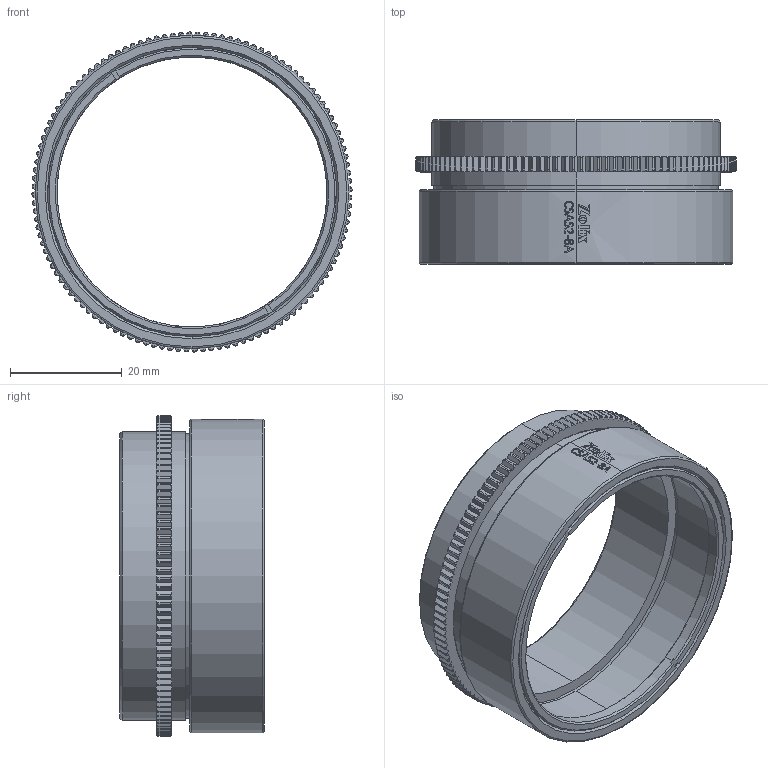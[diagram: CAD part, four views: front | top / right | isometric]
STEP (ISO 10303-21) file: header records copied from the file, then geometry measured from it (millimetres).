
FILE_DESCRIPTION (( 'STEP AP203' ), '1' );
FILE_NAME ('CSAS2-8A.STEP', '2025-09-02T09:03:25', ( '' ), ( '' ), 'SwSTEP 2.0', 'SolidWorks 2020', '' );
FILE_SCHEMA (( 'CONFIG_CONTROL_DESIGN' ));
Length unit declared in the file: millimetre
Products named in the file (1): CSAS2-8A
Bounding box: 57.2 x 25.8 x 57.2 mm (x, y, z)
Volume: 10066.2 mm3; surface area: 12861.3 mm2
Topology: 3 solids, 3 shells, 1216 faces, 3479 edges, 2312 vertices
Faces by surface type: plane 504, bspline 290, torus 246, cylinder 160, cone 16
Entity records: 57001 total; most frequent: CARTESIAN_POINT 28067, ORIENTED_EDGE 6958, DIRECTION 4575, EDGE_CURVE 3479, VERTEX_POINT 2312, LINE 1593, VECTOR 1593, AXIS2_PLACEMENT_3D 1491
